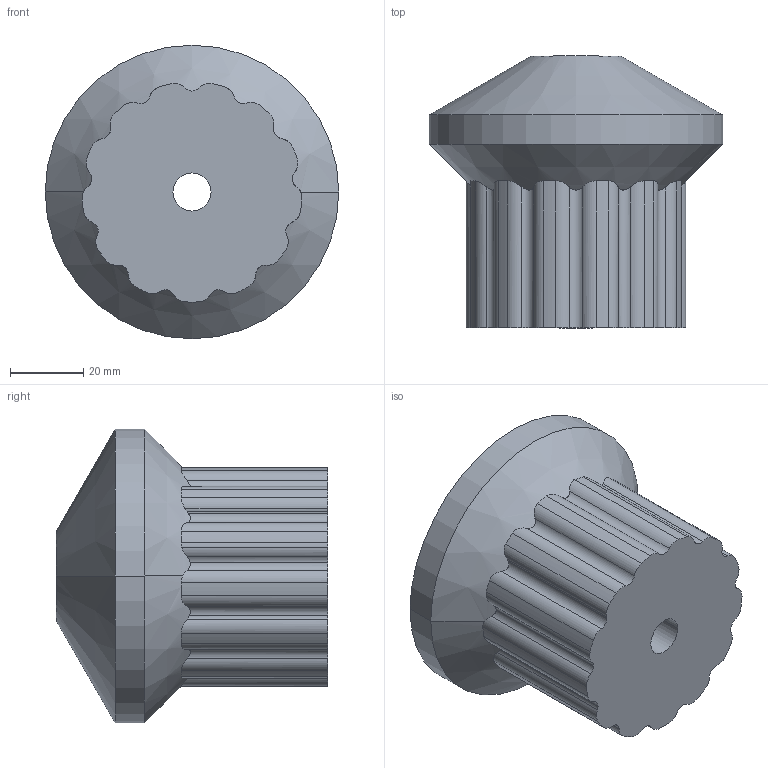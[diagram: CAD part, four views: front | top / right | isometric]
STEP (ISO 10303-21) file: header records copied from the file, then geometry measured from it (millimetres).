
FILE_DESCRIPTION (( 'STEP AP203' ), '1' );
FILE_NAME ('V clamp spool 2.STEP', '2021-07-31T11:54:20', ( '' ), ( '' ), 'SwSTEP 2.0', 'SolidWorks 2020', '' );
FILE_SCHEMA (( 'CONFIG_CONTROL_DESIGN' ));
Length unit declared in the file: millimetre
Products named in the file (1): V clamp spool 2
Bounding box: 80 x 74.05 x 80 mm (x, y, z)
Volume: 215623.4 mm3; surface area: 24194.2 mm2
Topology: 1 solids, 1 shells, 76 faces, 215 edges, 142 vertices
Faces by surface type: cylinder 63, plane 9, cone 4
Entity records: 2992 total; most frequent: CARTESIAN_POINT 952, ORIENTED_EDGE 430, DIRECTION 403, EDGE_CURVE 215, AXIS2_PLACEMENT_3D 159, VERTEX_POINT 142, LINE 85, VECTOR 85
